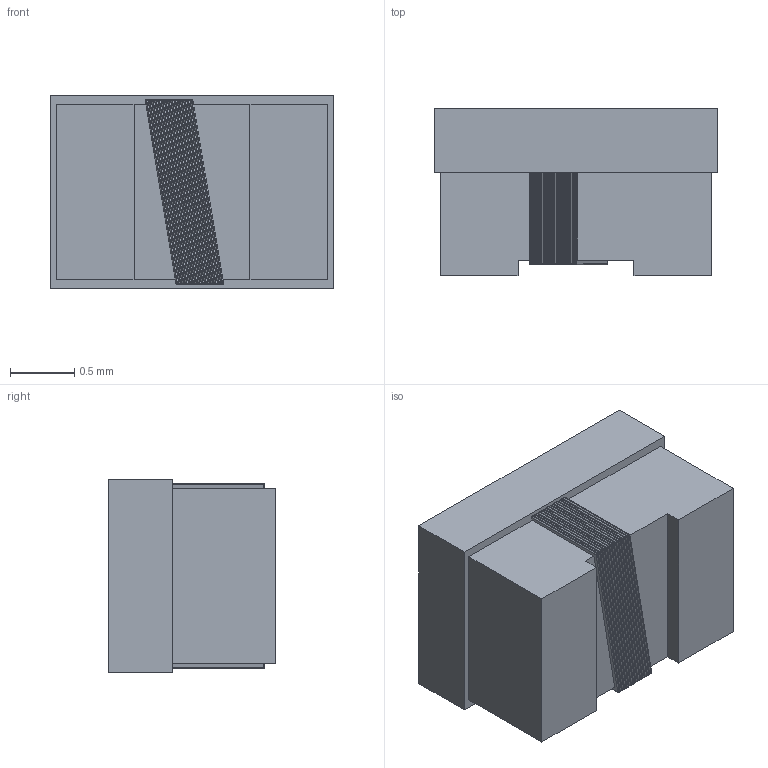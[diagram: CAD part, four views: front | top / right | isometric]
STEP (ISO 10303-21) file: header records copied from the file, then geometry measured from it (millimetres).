
FILE_DESCRIPTION((''),'2;1');
FILE_NAME('PM0805','2012-08-21T',('ryans'),('Bourns, Inc.'),'PRO/ENGINEER BY PARAMETRIC TECHNOLOGY CORPORATION, 2010100','PRO/ENGINEER BY PARAMETRIC TECHNOLOGY CORPORATION, 2010100','');
FILE_SCHEMA(('CONFIG_CONTROL_DESIGN'));
Length unit declared in the file: millimetre
Products named in the file (1): PM0805
Bounding box: 2.2 x 1.3 x 1.5 mm (x, y, z)
Volume: 3.8 mm3; surface area: 18.8 mm2
Topology: 1 solids, 1 shells, 315 faces, 756 edges, 444 vertices
Faces by surface type: plane 135, cylinder 120, sphere 60
Entity records: 8988 total; most frequent: DIRECTION 1626, CARTESIAN_POINT 1515, ORIENTED_EDGE 1512, EDGE_CURVE 756, AXIS2_PLACEMENT_3D 555, VECTOR 516, LINE 516, VERTEX_POINT 444
